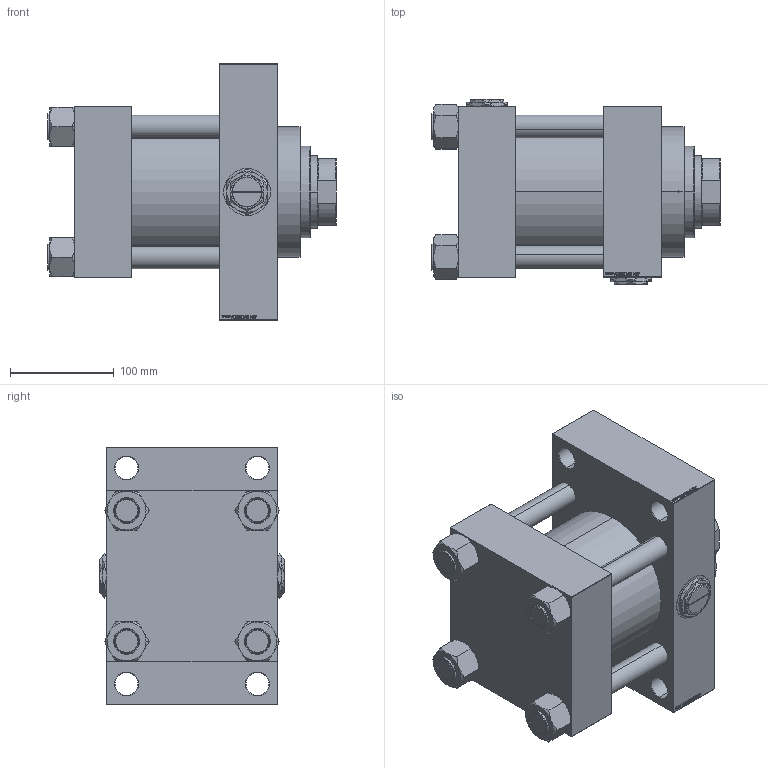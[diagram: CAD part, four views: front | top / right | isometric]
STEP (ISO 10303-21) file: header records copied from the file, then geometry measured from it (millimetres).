
FILE_DESCRIPTION (( 'STEP AP203' ), '1' );
FILE_NAME ('c3b5.STEP', '2022-04-15T22:00:43', ( '' ), ( '' ), 'SwSTEP 2.0', 'SolidWorks 2019', '' );
FILE_SCHEMA (( 'CONFIG_CONTROL_DESIGN' ));
Length unit declared in the file: millimetre
Products named in the file (7): V215_VC_A 47bd8d00286d83a7588a5b88ced6a4e9; V215CR_D_Body 47bd8d00286d83a7588a5b88ced6a4e9; V215CR_VCP_D 47bd8d00286d83a7588a5b88ced6a4e9; V215CR_D_TYCINKA 47bd8d00286d83a7588a5b88ced6a4e9; c3b5; NUT_M5_D 47bd8d00286d83a7588a5b88ced6a4e9; Zatka_pro_OIL_PORT 47bd8d00286d83a7588a5b88ced6a4e9
Assembly tree (13 placements, depth 2):
  c3b5
    V215CR_D_Body 47bd8d00286d83a7588a5b88ced6a4e9
    V215CR_VCP_D 47bd8d00286d83a7588a5b88ced6a4e9
    NUT_M5_D 47bd8d00286d83a7588a5b88ced6a4e9  x4
    V215CR_D_TYCINKA 47bd8d00286d83a7588a5b88ced6a4e9  x4
    V215_VC_A 47bd8d00286d83a7588a5b88ced6a4e9
    Zatka_pro_OIL_PORT 47bd8d00286d83a7588a5b88ced6a4e9  x2
Bounding box: 278 x 179 x 247 mm (x, y, z)
Volume: 5062021.8 mm3; surface area: 544771.7 mm2
Topology: 13 solids, 13 shells, 1239 faces, 3110 edges, 2013 vertices
Faces by surface type: plane 590, bspline 368, cone 182, cylinder 91, torus 8
Entity records: 49409 total; most frequent: CARTESIAN_POINT 25761, ORIENTED_EDGE 5292, DIRECTION 3468, EDGE_CURVE 2646, VERTEX_POINT 1733, VECTOR 1552, LINE 1552, EDGE_LOOP 1175
